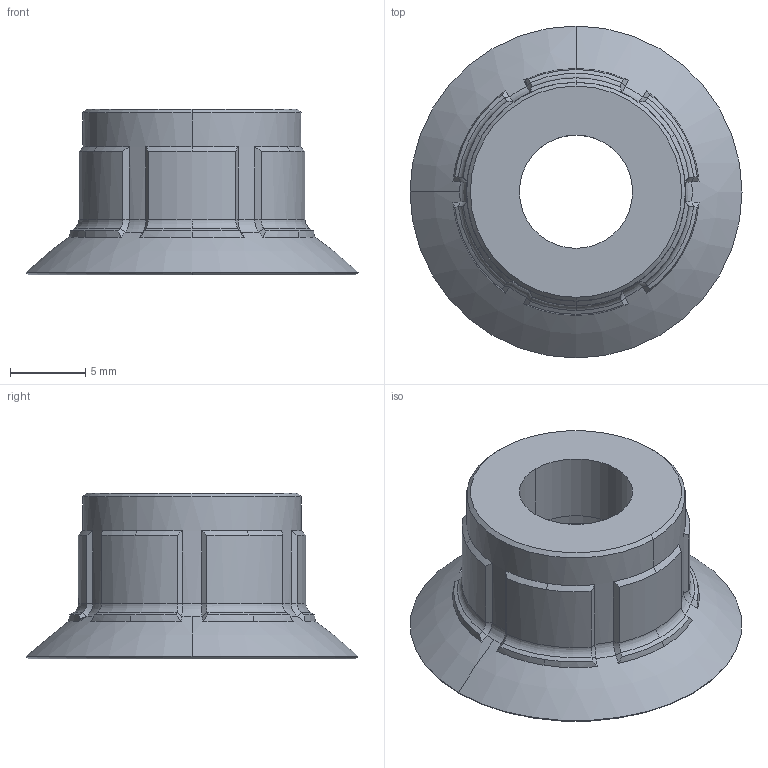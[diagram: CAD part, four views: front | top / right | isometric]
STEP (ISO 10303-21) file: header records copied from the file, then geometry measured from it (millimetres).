
FILE_DESCRIPTION (( 'STEP AP203' ), '1' );
FILE_NAME ('10.01.01.12370.step', '2021-04-14T12:42:05', ( '' ), ( '' ), 'SwSTEP 2.0', 'SolidWorks 2021', '' );
FILE_SCHEMA (( 'CONFIG_CONTROL_DESIGN' ));
Length unit declared in the file: millimetre
Products named in the file (1): 10.01.01.12370
Bounding box: 22 x 22 x 11 mm (x, y, z)
Volume: 1594.5 mm3; surface area: 1509.6 mm2
Topology: 1 solids, 1 shells, 117 faces, 271 edges, 158 vertices
Faces by surface type: cone 32, bspline 32, torus 21, cylinder 16, plane 16
Entity records: 3659 total; most frequent: CARTESIAN_POINT 1071, ORIENTED_EDGE 542, DIRECTION 520, EDGE_CURVE 271, AXIS2_PLACEMENT_3D 241, VERTEX_POINT 158, CIRCLE 155, EDGE_LOOP 121
